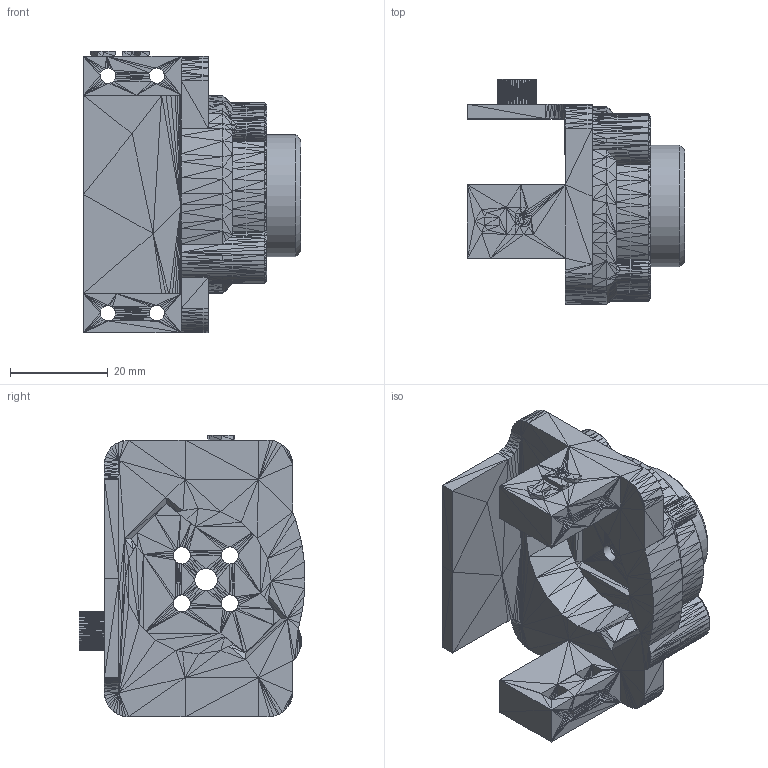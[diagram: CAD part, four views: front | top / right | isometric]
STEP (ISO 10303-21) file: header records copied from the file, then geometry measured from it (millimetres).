
FILE_DESCRIPTION(/* description */ (''),/* implementation_level */ '2;1');
FILE_NAME(/* name */ 'SM3_Frame_RightCoax_EricNinjaMod.step',/* time_stamp */ '2021-09-11T17:13:20+10:00',/* author */ (''),/* organization */ (''),/* preprocessor_version */ 'ST-DEVELOPER v18.1',/* originating_system */ 'Autodesk Translation Framework v10.10.0.1391',/* authorisation */ '');
FILE_SCHEMA (('AUTOMOTIVE_DESIGN { 1 0 10303 214 3 1 1 }'));
Length unit declared in the file: millimetre
Products named in the file (1): SM3_Frame_RightCoax_MOD_for_shoulder_support
Bounding box: 44.41 x 46.14 x 57.5 mm (x, y, z)
Volume: 26838.2 mm3; surface area: 15462.6 mm2
Topology: 1 solids, 1 shells, 3404 faces, 5445 edges, 2013 vertices
Faces by surface type: plane 3390, cylinder 13, cone 1
Full cylindrical faces by diameter (mm): 3.505 x2, 3.506 x6, 4.606 x2, 20.5 x1, 24.9 x1, 25 x1
Entity records: 69865 total; most frequent: DIRECTION 12686, ORIENTED_EDGE 10890, CARTESIAN_POINT 10863, EDGE_CURVE 5445, LINE 5014, VECTOR 5014, AXIS2_PLACEMENT_3D 3836, EDGE_LOOP 3416
